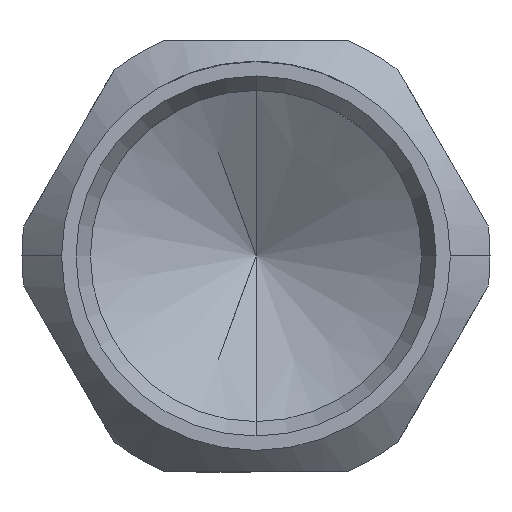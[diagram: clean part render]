
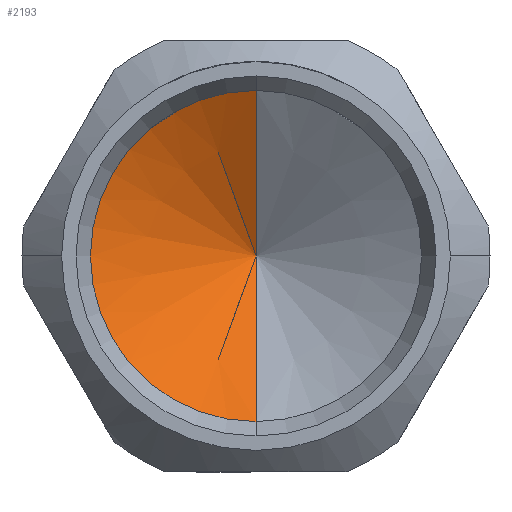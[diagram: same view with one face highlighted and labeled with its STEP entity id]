
A CAD part, front view. The second image highlights one B-rep face of the part: STEP entity #2193.
In plain terms, the highlighted conical face has half-angle 59 degrees and reference radius 2.3 mm.
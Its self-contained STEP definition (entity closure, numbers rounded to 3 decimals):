
#109 = LINE ( 'NONE', #4288, #3748 ) ;
#149 = FACE_OUTER_BOUND ( 'NONE', #1738, .T. ) ;
#776 = ORIENTED_EDGE ( 'NONE', *, *, #2393, .F. ) ;
#850 = CARTESIAN_POINT ( 'NONE',  ( 0., -54.48, 2.3 ) ) ;
#958 = CARTESIAN_POINT ( 'NONE',  ( 0., -54.48, 0. ) ) ;
#1351 = DIRECTION ( 'NONE',  ( 0., -1., 0. ) ) ;
#1469 = AXIS2_PLACEMENT_3D ( 'NONE', #5433, #2794, #4127 ) ;
#1738 = EDGE_LOOP ( 'NONE', ( #776, #5643, #3988 ) ) ;
#1811 = DIRECTION ( 'NONE',  ( 0., 0., -1. ) ) ;
#2096 = CARTESIAN_POINT ( 'NONE',  ( 0., -54.48, -2.3 ) ) ;
#2101 = VERTEX_POINT ( 'NONE', #850 ) ;
#2193 = ADVANCED_FACE ( 'Defeature ausgef�hrt1_21', ( #149 ), #5153, .F. ) ;
#2393 = EDGE_CURVE ( 'NONE', #5567, #4290, #2553, .T. ) ;
#2451 = DIRECTION ( 'NONE',  ( 0., -0.515, 0.857 ) ) ;
#2553 = LINE ( 'NONE', #2096, #3018 ) ;
#2678 = EDGE_CURVE ( 'Defeature ausgef�hrt1_21+Defeature ausgef�hrt1_24+Defeature ausgef�hrt1_24+Defeature ausgef�hrt1_24', #2101, #4290, #3780, .T. ) ;
#2794 = DIRECTION ( 'NONE',  ( 0., -1., 0. ) ) ;
#3018 = VECTOR ( 'NONE', #5584, 1000. ) ;
#3129 = CARTESIAN_POINT ( 'NONE',  ( 0., -54.48, -2.3 ) ) ;
#3130 = AXIS2_PLACEMENT_3D ( 'NONE', #958, #1351, #1811 ) ;
#3748 = VECTOR ( 'NONE', #2451, 1000. ) ;
#3780 = CIRCLE ( 'NONE', #1469, 2.3 ) ;
#3988 = ORIENTED_EDGE ( 'NONE', *, *, #2678, .T. ) ;
#4127 = DIRECTION ( 'NONE',  ( 0., 0., -1. ) ) ;
#4288 = CARTESIAN_POINT ( 'NONE',  ( 0., -54.48, 2.3 ) ) ;
#4290 = VERTEX_POINT ( 'NONE', #3129 ) ;
#4529 = CARTESIAN_POINT ( 'NONE',  ( 0., -53.098, 0. ) ) ;
#5153 = CONICAL_SURFACE ( 'NONE', #3130, 2.3, 1.03 ) ;
#5273 = EDGE_CURVE ( 'NONE', #5567, #2101, #109, .T. ) ;
#5433 = CARTESIAN_POINT ( 'NONE',  ( 0., -54.48, 0. ) ) ;
#5567 = VERTEX_POINT ( 'NONE', #4529 ) ;
#5584 = DIRECTION ( 'NONE',  ( 0., -0.515, -0.857 ) ) ;
#5643 = ORIENTED_EDGE ( 'NONE', *, *, #5273, .T. ) ;
